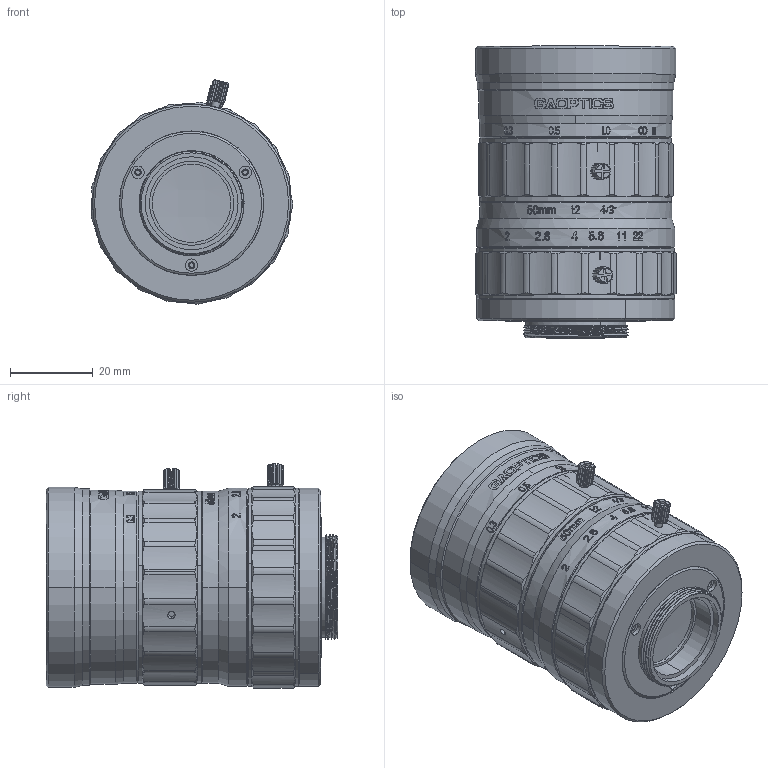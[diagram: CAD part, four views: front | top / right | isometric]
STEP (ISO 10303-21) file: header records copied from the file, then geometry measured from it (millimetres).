
FILE_DESCRIPTION (( 'STEP AP203' ), '1' );
FILE_NAME ('600020.STEP', '2021-08-06T08:01:36', ( '' ), ( '' ), 'SwSTEP 2.0', 'SolidWorks 2020', '' );
FILE_SCHEMA (( 'CONFIG_CONTROL_DESIGN' ));
Products named in the file (1): 600020
Bounding box: 48.8 x 70.67 x 54.37 mm (x, y, z)
Volume: 91027.1 mm3; surface area: 48719.8 mm2
Topology: 13 solids, 14 shells, 1644 faces, 4432 edges, 2908 vertices
Faces by surface type: bspline 630, plane 501, cylinder 397, cone 116
Entity records: 96613 total; most frequent: CARTESIAN_POINT 60231, ORIENTED_EDGE 8864, DIRECTION 5261, EDGE_CURVE 4432, VERTEX_POINT 2908, B_SPLINE_CURVE_WITH_KNOTS 1943, EDGE_LOOP 1806, AXIS2_PLACEMENT_3D 1767
